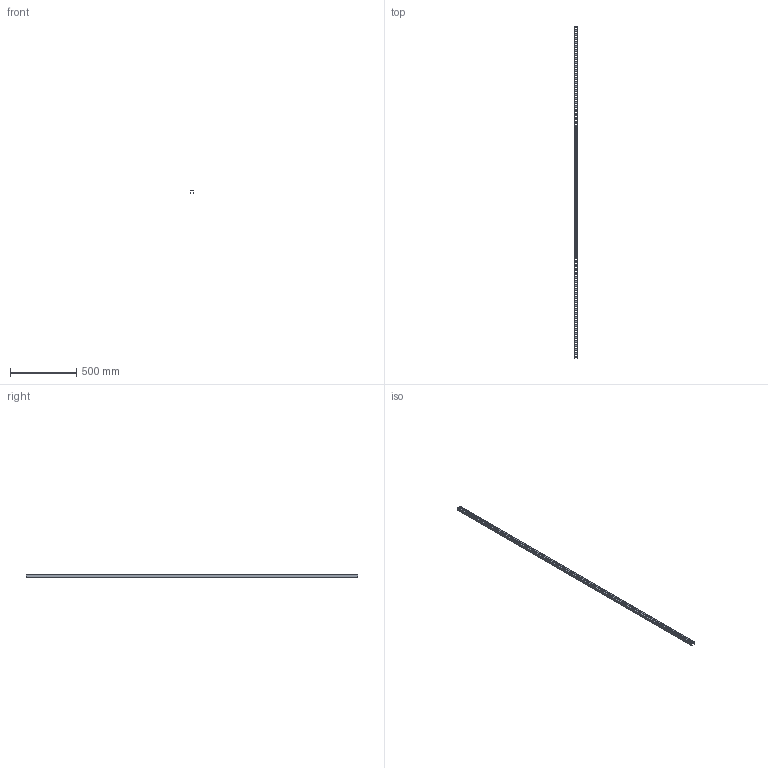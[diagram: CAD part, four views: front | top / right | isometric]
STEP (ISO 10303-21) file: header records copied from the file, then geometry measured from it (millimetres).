
FILE_DESCRIPTION (( 'STEP AP203' ), '1' );
FILE_NAME ('CLP1C-020-030 Ïðîôèëü ïåðôîðèðîâàííûé C-îáðàçíûé.STEP', '2016-03-25T06:12:56', ( '' ), ( '' ), 'SwSTEP 2.0', 'SolidWorks 2014', '' );
FILE_SCHEMA (( 'CONFIG_CONTROL_DESIGN' ));
Length unit declared in the file: millimetre
Products named in the file (1): CLP1C-020-030 Ïðîôèëü ïåðôîðèðîâàííûé C-îáðàçíûé
Bounding box: 30 x 2500 x 20 mm (x, y, z)
Volume: 272254.2 mm3; surface area: 376998.7 mm2
Topology: 1 solids, 1 shells, 362 faces, 1064 edges, 704 vertices
Faces by surface type: plane 196, cylinder 166
Entity records: 12501 total; most frequent: CARTESIAN_POINT 2131, ORIENTED_EDGE 2128, DIRECTION 2122, EDGE_CURVE 1064, LINE 732, VECTOR 732, VERTEX_POINT 704, AXIS2_PLACEMENT_3D 695
